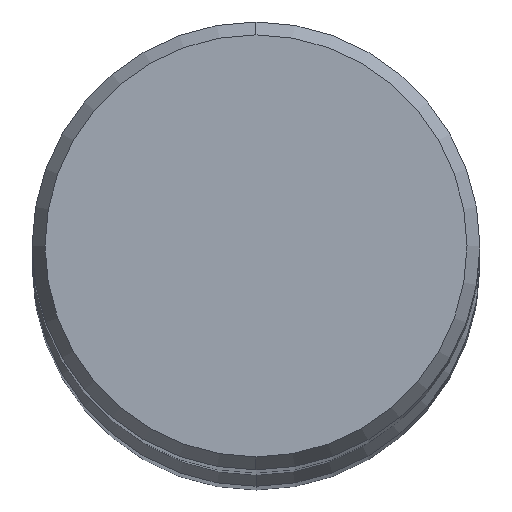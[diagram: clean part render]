
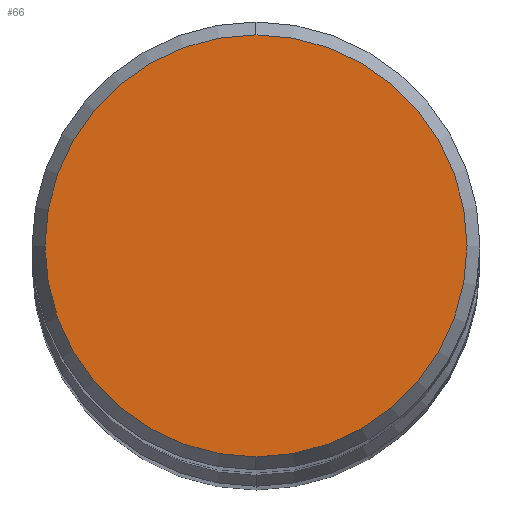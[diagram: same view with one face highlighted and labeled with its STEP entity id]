
A CAD part, top view. The second image highlights one B-rep face of the part: STEP entity #66.
In plain terms, the highlighted planar face has unit normal (0, 0, 1).
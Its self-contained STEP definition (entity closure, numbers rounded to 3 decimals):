
#66=ADVANCED_FACE('',(#141),#142,.T.);
#141=FACE_OUTER_BOUND('',#225,.T.);
#142=PLANE('',#226);
#225=EDGE_LOOP('',(#326,#327));
#226=AXIS2_PLACEMENT_3D('',#328,#329,#330);
#326=ORIENTED_EDGE('',*,*,#437,.F.);
#327=ORIENTED_EDGE('',*,*,#448,.F.);
#328=CARTESIAN_POINT('',(0.,2.356,40.0));
#329=DIRECTION('',(0.,0.0,1.0));
#330=DIRECTION('',(0.0,-1.0,0.0));
#437=EDGE_CURVE('',#510,#512,#513,.T.);
#448=EDGE_CURVE('',#512,#510,#526,.T.);
#510=VERTEX_POINT('',#585);
#512=VERTEX_POINT('',#588);
#513=CIRCLE('',#589,4.711);
#526=CIRCLE('',#605,4.711);
#585=CARTESIAN_POINT('',(0.,4.711,40.0));
#588=CARTESIAN_POINT('',(0.,-4.711,40.0));
#589=AXIS2_PLACEMENT_3D('',#654,#655,#656);
#605=AXIS2_PLACEMENT_3D('',#669,#670,#671);
#654=CARTESIAN_POINT('',(0.,0.0,40.0));
#655=DIRECTION('',(0.,0.0,-1.0));
#656=DIRECTION('',(0.0,1.0,0.0));
#669=CARTESIAN_POINT('',(0.,0.0,40.0));
#670=DIRECTION('',(0.,0.0,-1.0));
#671=DIRECTION('',(0.0,1.0,0.0));
